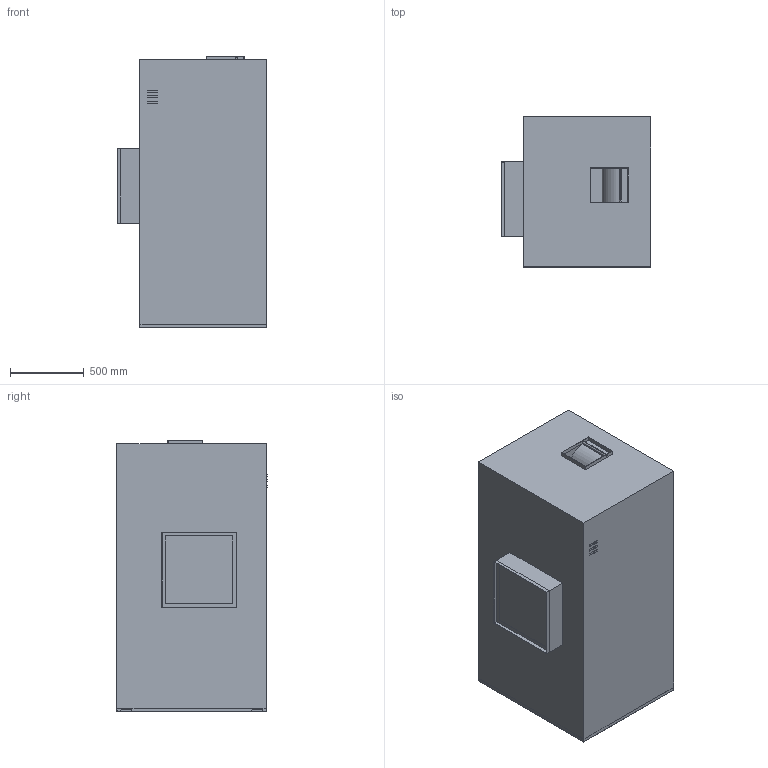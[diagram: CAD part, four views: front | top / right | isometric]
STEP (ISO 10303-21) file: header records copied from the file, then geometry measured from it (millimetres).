
FILE_DESCRIPTION(('starvars output'),'2;1');
FILE_NAME('cv20250714133734000000040.stp','13:37:34 2025/07/14',('TraceParts Stv3.2.6.46'),('Copyright 2025 TraceParts S.A.S. All rights reserved. www.traceparts.com'),'Spatial InterOp 3D',' ',' ');
FILE_SCHEMA(('AP242_MANAGED_MODEL_BASED_3D_ENGINEERING_MIM_LF {1 0 10303 442 2 1 4}'));
Length unit declared in the file: millimetre
Products named in the file (1): 1
Bounding box: 1016 x 1019.17 x 1844.04 mm (x, y, z)
Volume: 1605806259.8 mm3; surface area: 9233510.6 mm2
Topology: 1 solids, 1 shells, 125 faces, 326 edges, 212 vertices
Faces by surface type: plane 98, cone 16, cylinder 11
Entity records: 4810 total; most frequent: CARTESIAN_POINT 664, ORIENTED_EDGE 652, DIRECTION 616, EDGE_CURVE 326, LINE 288, VECTOR 288, VERTEX_POINT 212, AXIS2_PLACEMENT_3D 164
